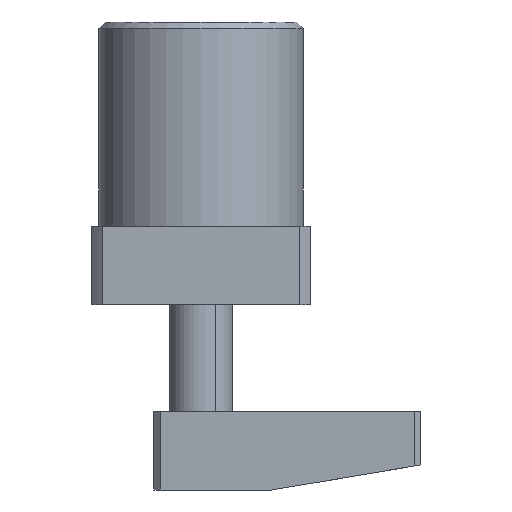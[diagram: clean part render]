
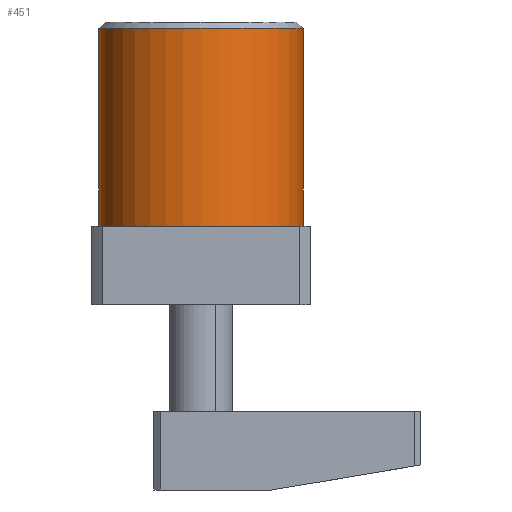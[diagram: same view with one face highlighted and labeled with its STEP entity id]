
A CAD part, front view. The second image highlights one B-rep face of the part: STEP entity #451.
In plain terms, the highlighted cylindrical face has radius 32.5 mm (diameter 65 mm), a partial arc.
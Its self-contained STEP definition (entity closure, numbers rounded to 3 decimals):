
#451 = ADVANCED_FACE ( 'NONE', ( #2107 ), #2102, .T. ) ;
#1035 = EDGE_CURVE ( 'NONE', #2973, #2975, #2362, .T. ) ;
#1344 = EDGE_CURVE ( 'NONE', #2975, #2984, #1881, .T. ) ;
#1346 = EDGE_CURVE ( 'NONE', #2973, #2733, #1884, .T. ) ;
#1368 = EDGE_CURVE ( 'NONE', #2984, #2733, #5986, .T. ) ;
#1534 = AXIS2_PLACEMENT_3D ( 'NONE', #5802, #5804, #5806 ) ;
#1633 = AXIS2_PLACEMENT_3D ( 'NONE', #2607, #2606, #2604 ) ;
#1742 = AXIS2_PLACEMENT_3D ( 'NONE', #4004, #4005, #4006 ) ;
#1876 = VECTOR ( 'NONE', #3888, 1000. ) ;
#1879 = VECTOR ( 'NONE', #3878, 1000. ) ;
#1881 = LINE ( 'NONE', #3877, #1879 ) ;
#1884 = LINE ( 'NONE', #3899, #1876 ) ;
#2102 = CYLINDRICAL_SURFACE ( 'NONE', #1534, 32.5 ) ;
#2107 = FACE_OUTER_BOUND ( 'NONE', #5624, .T. ) ;
#2362 = CIRCLE ( 'NONE', #1633, 32.5 ) ;
#2604 = DIRECTION ( 'NONE',  ( 1., 0., 0. ) ) ;
#2606 = DIRECTION ( 'NONE',  ( 0., 0., -1. ) ) ;
#2607 = CARTESIAN_POINT ( 'NONE',  ( 0., 0., 88. ) ) ;
#2733 = VERTEX_POINT ( 'NONE', #4266 ) ;
#2973 = VERTEX_POINT ( 'NONE', #4369 ) ;
#2975 = VERTEX_POINT ( 'NONE', #4371 ) ;
#2984 = VERTEX_POINT ( 'NONE', #4380 ) ;
#3270 = ORIENTED_EDGE ( 'NONE', *, *, #1346, .F. ) ;
#3271 = ORIENTED_EDGE ( 'NONE', *, *, #1035, .T. ) ;
#3272 = ORIENTED_EDGE ( 'NONE', *, *, #1344, .T. ) ;
#3273 = ORIENTED_EDGE ( 'NONE', *, *, #1368, .T. ) ;
#3877 = CARTESIAN_POINT ( 'NONE',  ( -32.5, 0., 90. ) ) ;
#3878 = DIRECTION ( 'NONE',  ( 0., 0., -1. ) ) ;
#3888 = DIRECTION ( 'NONE',  ( 0., 0., -1. ) ) ;
#3899 = CARTESIAN_POINT ( 'NONE',  ( 32.5, 0., 90. ) ) ;
#4004 = CARTESIAN_POINT ( 'NONE',  ( 0., 0., 25. ) ) ;
#4005 = DIRECTION ( 'NONE',  ( 0., 0., 1. ) ) ;
#4006 = DIRECTION ( 'NONE',  ( 1., 0., 0. ) ) ;
#4266 = CARTESIAN_POINT ( 'NONE',  ( 32.5, 0., 25. ) ) ;
#4369 = CARTESIAN_POINT ( 'NONE',  ( 32.5, 0., 88. ) ) ;
#4371 = CARTESIAN_POINT ( 'NONE',  ( -32.5, 0., 88. ) ) ;
#4380 = CARTESIAN_POINT ( 'NONE',  ( -32.5, 0., 25. ) ) ;
#5624 = EDGE_LOOP ( 'NONE', ( #3270, #3271, #3272, #3273 ) ) ;
#5802 = CARTESIAN_POINT ( 'NONE',  ( 0., 0., 90. ) ) ;
#5804 = DIRECTION ( 'NONE',  ( 0., 0., -1. ) ) ;
#5806 = DIRECTION ( 'NONE',  ( -1., 0., 0. ) ) ;
#5986 = CIRCLE ( 'NONE', #1742, 32.5 ) ;
